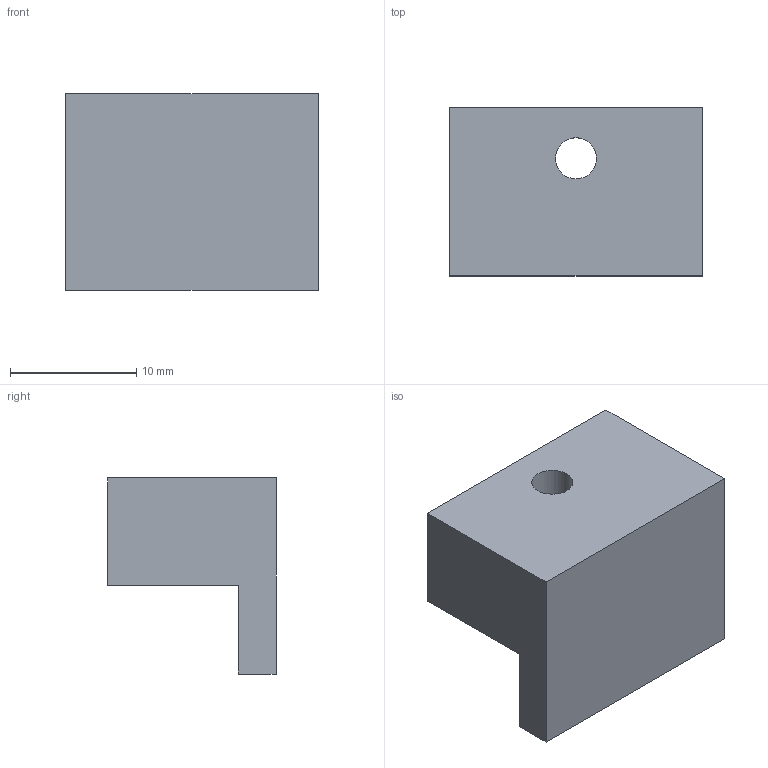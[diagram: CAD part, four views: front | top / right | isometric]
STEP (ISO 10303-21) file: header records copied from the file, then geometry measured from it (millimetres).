
FILE_DESCRIPTION(('FreeCAD Model'),'2;1');
FILE_NAME('Open CASCADE Shape Model','2022-11-09T19:56:50',(''),(''), 'Open CASCADE STEP processor 7.6','FreeCAD','Unknown');
FILE_SCHEMA(('AUTOMOTIVE_DESIGN { 1 0 10303 214 1 1 1 1 }'));
Length unit declared in the file: millimetre
Products named in the file (2): printTopMonLeftV2; Body053
Assembly tree (1 placements, depth 2):
  printTopMonLeftV2
    Body053
Bounding box: 20 x 13.3 x 15.5 mm (x, y, z)
Volume: 2477.6 mm3; surface area: 1501.2 mm2
Topology: 1 solids, 1 shells, 18 faces, 44 edges, 28 vertices
Faces by surface type: plane 15, cylinder 3
Full cylindrical faces by diameter (mm): 3.25 x1
Entity records: 1154 total; most frequent: CARTESIAN_POINT 210, DIRECTION 174, LINE 117, VECTOR 117, ORIENTED_EDGE 88, PCURVE 88, DEFINITIONAL_REPRESENTATION 88, EDGE_CURVE 44
